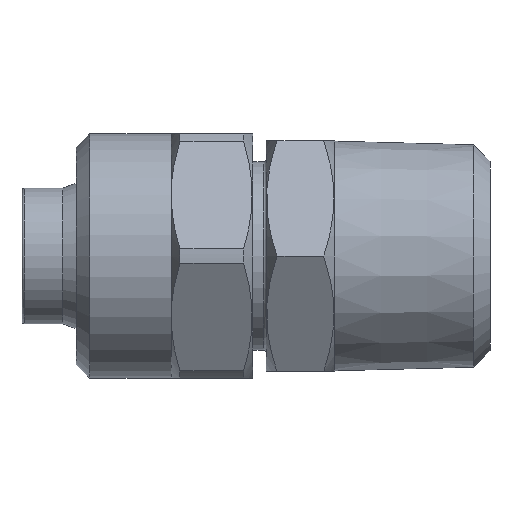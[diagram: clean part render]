
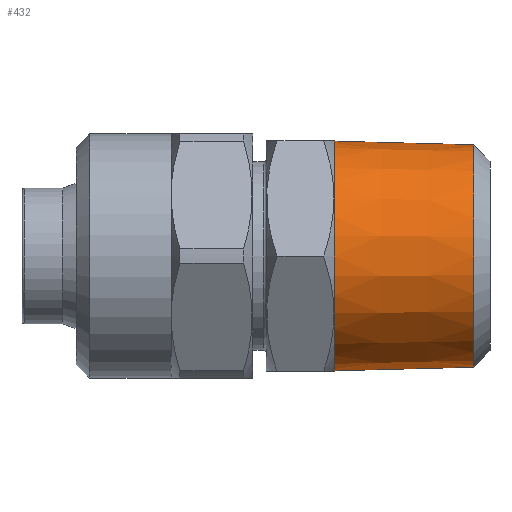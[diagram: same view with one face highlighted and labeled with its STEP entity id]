
A CAD part, left-side view. The second image highlights one B-rep face of the part: STEP entity #432.
In plain terms, the highlighted conical face has half-angle 1.47 degrees and reference radius 8.462 mm.
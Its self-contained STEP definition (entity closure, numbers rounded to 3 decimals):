
#53 = AXIS2_PLACEMENT_3D ( 'NONE', #1240, #1238, #1237 ) ;
#64 = VECTOR ( 'NONE', #1266, 1000. ) ;
#186 = DIRECTION ( 'NONE',  ( 0., 0., 1. ) ) ;
#193 = DIRECTION ( 'NONE',  ( 0., -1., 0. ) ) ;
#195 = DIRECTION ( 'NONE',  ( 0., 1., 0. ) ) ;
#199 = CARTESIAN_POINT ( 'NONE',  ( 0., 11.5, 0. ) ) ;
#204 = CARTESIAN_POINT ( 'NONE',  ( 0., 11.5, 0. ) ) ;
#221 = DIRECTION ( 'NONE',  ( 0., 0., -1. ) ) ;
#362 = EDGE_CURVE ( 'NONE', #2220, #2293, #484, .T. ) ;
#398 = EDGE_CURVE ( 'NONE', #2219, #2216, #1296, .T. ) ;
#406 = EDGE_CURVE ( 'NONE', #2220, #2219, #2004, .T. ) ;
#424 = EDGE_CURVE ( 'NONE', #2293, #2216, #1590, .T. ) ;
#432 = ADVANCED_FACE ( 'NONE', ( #1307 ), #1602, .T. ) ;
#484 = LINE ( 'NONE', #1653, #1523 ) ;
#853 = CARTESIAN_POINT ( 'NONE',  ( 0., 11.5, -8.462 ) ) ;
#854 = CARTESIAN_POINT ( 'NONE',  ( 0., 1.2, -8.198 ) ) ;
#855 = CARTESIAN_POINT ( 'NONE',  ( 0., 1.2, 8.198 ) ) ;
#857 = CARTESIAN_POINT ( 'NONE',  ( 0., 11.5, 8.462 ) ) ;
#1237 = DIRECTION ( 'NONE',  ( 0., 0., -1. ) ) ;
#1238 = DIRECTION ( 'NONE',  ( 0., -1., 0. ) ) ;
#1240 = CARTESIAN_POINT ( 'NONE',  ( 0., 1.2, 0. ) ) ;
#1266 = DIRECTION ( 'NONE',  ( 0., 1., -0.026 ) ) ;
#1267 = CARTESIAN_POINT ( 'NONE',  ( 0., 11.5, -8.462 ) ) ;
#1296 = LINE ( 'NONE', #1267, #64 ) ;
#1307 = FACE_OUTER_BOUND ( 'NONE', #1887, .T. ) ;
#1523 = VECTOR ( 'NONE', #1644, 1000. ) ;
#1585 = AXIS2_PLACEMENT_3D ( 'NONE', #204, #195, #186 ) ;
#1590 = CIRCLE ( 'NONE', #1591, 8.462 ) ;
#1591 = AXIS2_PLACEMENT_3D ( 'NONE', #199, #193, #221 ) ;
#1602 = CONICAL_SURFACE ( 'NONE', #1585, 8.462, 0.026 ) ;
#1644 = DIRECTION ( 'NONE',  ( 0., 1., 0.026 ) ) ;
#1653 = CARTESIAN_POINT ( 'NONE',  ( 0., 11.5, 8.462 ) ) ;
#1887 = EDGE_LOOP ( 'NONE', ( #1988, #1949, #1972, #1989 ) ) ;
#1949 = ORIENTED_EDGE ( 'NONE', *, *, #406, .F. ) ;
#1972 = ORIENTED_EDGE ( 'NONE', *, *, #362, .T. ) ;
#1988 = ORIENTED_EDGE ( 'NONE', *, *, #398, .F. ) ;
#1989 = ORIENTED_EDGE ( 'NONE', *, *, #424, .T. ) ;
#2004 = CIRCLE ( 'NONE', #53, 8.198 ) ;
#2216 = VERTEX_POINT ( 'NONE', #853 ) ;
#2219 = VERTEX_POINT ( 'NONE', #854 ) ;
#2220 = VERTEX_POINT ( 'NONE', #855 ) ;
#2293 = VERTEX_POINT ( 'NONE', #857 ) ;
